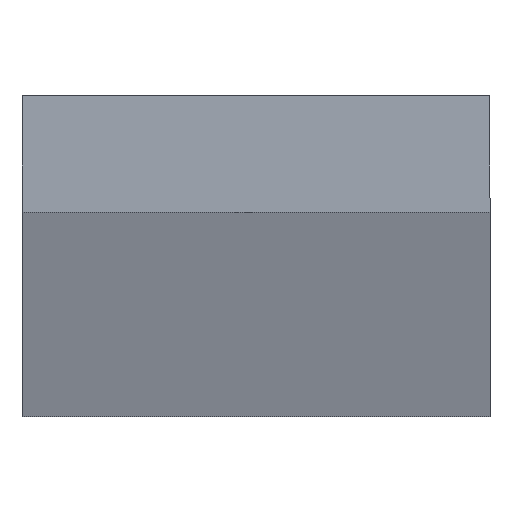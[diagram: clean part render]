
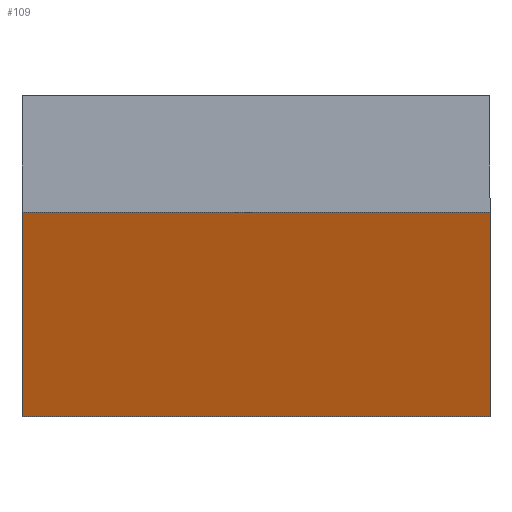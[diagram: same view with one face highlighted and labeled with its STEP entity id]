
A CAD part, top view. The second image highlights one B-rep face of the part: STEP entity #109.
In plain terms, the highlighted planar face has unit normal (0, -1, 0).
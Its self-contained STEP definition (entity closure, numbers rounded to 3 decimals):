
#16 = CARTESIAN_POINT ( 'NONE',  ( -10., -2.5, -5000. ) ) ;
#17 = CARTESIAN_POINT ( 'NONE',  ( 10., -2.5, -5000. ) ) ;
#18 = AXIS2_PLACEMENT_3D ( 'NONE', #92, #185, #49 ) ;
#19 = CARTESIAN_POINT ( 'NONE',  ( -10., -2.5, -5000. ) ) ;
#26 = ORIENTED_EDGE ( 'NONE', *, *, #60, .F. ) ;
#29 = FACE_OUTER_BOUND ( 'NONE', #161, .T. ) ;
#33 = DIRECTION ( 'NONE',  ( 1., 0., 0. ) ) ;
#39 = EDGE_CURVE ( 'NONE', #179, #81, #149, .T. ) ;
#40 = VERTEX_POINT ( 'NONE', #17 ) ;
#45 = VERTEX_POINT ( 'NONE', #119 ) ;
#49 = DIRECTION ( 'NONE',  ( 1., 0., 0. ) ) ;
#60 = EDGE_CURVE ( 'NONE', #81, #45, #90, .T. ) ;
#65 = LINE ( 'NONE', #140, #101 ) ;
#75 = DIRECTION ( 'NONE',  ( 0., 0., 1. ) ) ;
#81 = VERTEX_POINT ( 'NONE', #123 ) ;
#90 = LINE ( 'NONE', #155, #193 ) ;
#92 = CARTESIAN_POINT ( 'NONE',  ( -10., -2.5, -5000. ) ) ;
#96 = EDGE_CURVE ( 'NONE', #179, #40, #120, .T. ) ;
#101 = VECTOR ( 'NONE', #152, 1000. ) ;
#102 = ORIENTED_EDGE ( 'NONE', *, *, #96, .T. ) ;
#106 = CARTESIAN_POINT ( 'NONE',  ( -10., -2.5, -5000. ) ) ;
#109 = ADVANCED_FACE ( 'NONE', ( #29 ), #188, .T. ) ;
#119 = CARTESIAN_POINT ( 'NONE',  ( 10., -2.5, 0. ) ) ;
#120 = LINE ( 'NONE', #106, #175 ) ;
#123 = CARTESIAN_POINT ( 'NONE',  ( -10., -2.5, 0. ) ) ;
#128 = ORIENTED_EDGE ( 'NONE', *, *, #143, .T. ) ;
#140 = CARTESIAN_POINT ( 'NONE',  ( 10., -2.5, -5000. ) ) ;
#143 = EDGE_CURVE ( 'NONE', #40, #45, #65, .T. ) ;
#149 = LINE ( 'NONE', #16, #159 ) ;
#152 = DIRECTION ( 'NONE',  ( 0., 0., 1. ) ) ;
#155 = CARTESIAN_POINT ( 'NONE',  ( -10., -2.5, 0. ) ) ;
#159 = VECTOR ( 'NONE', #75, 1000. ) ;
#161 = EDGE_LOOP ( 'NONE', ( #26, #180, #102, #128 ) ) ;
#168 = DIRECTION ( 'NONE',  ( 1., 0., 0. ) ) ;
#175 = VECTOR ( 'NONE', #33, 1000. ) ;
#179 = VERTEX_POINT ( 'NONE', #19 ) ;
#180 = ORIENTED_EDGE ( 'NONE', *, *, #39, .F. ) ;
#185 = DIRECTION ( 'NONE',  ( 0., -1., 0. ) ) ;
#188 = PLANE ( 'NONE',  #18 ) ;
#193 = VECTOR ( 'NONE', #168, 1000. ) ;
